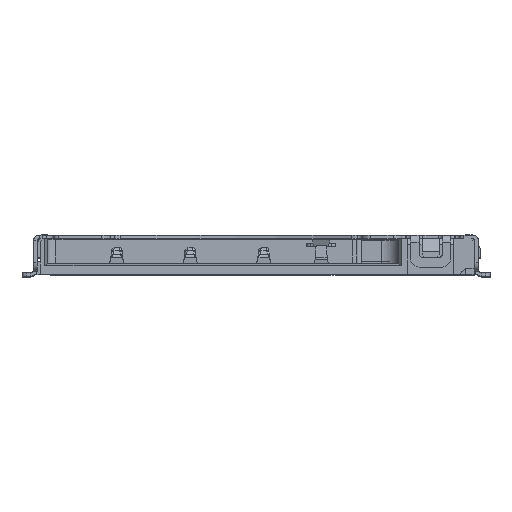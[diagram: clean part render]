
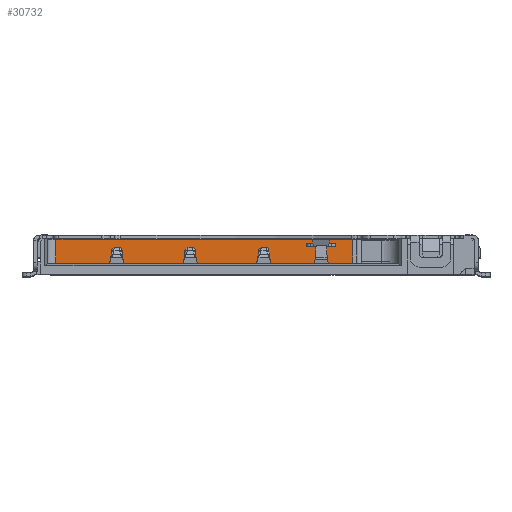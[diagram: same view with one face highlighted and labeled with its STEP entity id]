
A CAD part, top view. The second image highlights one B-rep face of the part: STEP entity #30732.
In plain terms, the highlighted planar face has unit normal (0, 0, 1).
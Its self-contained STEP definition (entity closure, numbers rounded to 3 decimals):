
#2170=DIRECTION('',(1.,0.,0.));
#2171=VECTOR('',#2170,10.255);
#2172=CARTESIAN_POINT('',(0.545,1.23,-15.));
#2173=LINE('',#2172,#2171);
#2174=DIRECTION('',(-1.,0.,0.));
#2175=VECTOR('',#2174,10.255);
#2176=CARTESIAN_POINT('',(10.8,0.37,-15.));
#2177=LINE('',#2176,#2175);
#2178=DIRECTION('',(0.,1.,0.));
#2179=VECTOR('',#2178,0.86);
#2180=CARTESIAN_POINT('',(0.545,0.37,-15.));
#2181=LINE('',#2180,#2179);
#2182=DIRECTION('',(0.,1.,0.));
#2183=VECTOR('',#2182,0.86);
#2184=CARTESIAN_POINT('',(10.8,0.37,-15.));
#2185=LINE('',#2184,#2183);
#22961=CARTESIAN_POINT('',(0.545,1.23,-15.));
#22962=CARTESIAN_POINT('',(10.8,1.23,-15.));
#22963=VERTEX_POINT('',#22961);
#22964=VERTEX_POINT('',#22962);
#24531=CARTESIAN_POINT('',(0.545,0.37,-15.));
#24533=VERTEX_POINT('',#24531);
#24534=CARTESIAN_POINT('',(10.8,0.37,-15.));
#24536=VERTEX_POINT('',#24534);
#30718=CARTESIAN_POINT('',(5.673,0.8,-15.));
#30719=DIRECTION('',(0.,0.,1.));
#30720=DIRECTION('',(-1.,0.,0.));
#30721=AXIS2_PLACEMENT_3D('',#30718,#30719,#30720);
#30722=PLANE('',#30721);
#30723=ORIENTED_EDGE('',*,*,#30461,.T.);
#30725=ORIENTED_EDGE('',*,*,#30724,.F.);
#30727=ORIENTED_EDGE('',*,*,#30726,.T.);
#30729=ORIENTED_EDGE('',*,*,#30728,.T.);
#30730=EDGE_LOOP('',(#30723,#30725,#30727,#30729));
#30731=FACE_OUTER_BOUND('',#30730,.F.);
#30732=ADVANCED_FACE('',(#30731),#30722,.T.);
#30461=EDGE_CURVE('',#22963,#22964,#2173,.T.);
#30724=EDGE_CURVE('',#24536,#22964,#2185,.T.);
#30726=EDGE_CURVE('',#24536,#24533,#2177,.T.);
#30728=EDGE_CURVE('',#24533,#22963,#2181,.T.);
